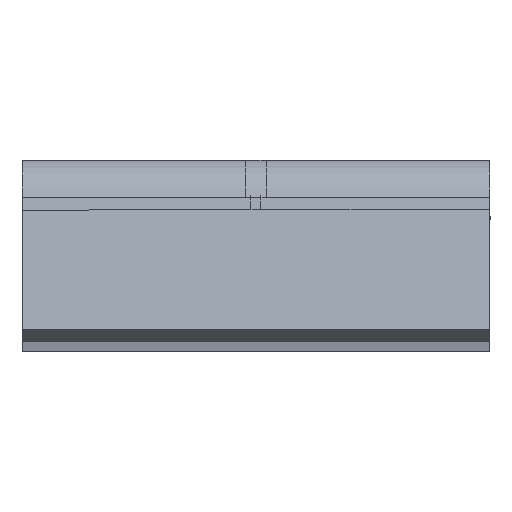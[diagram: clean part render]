
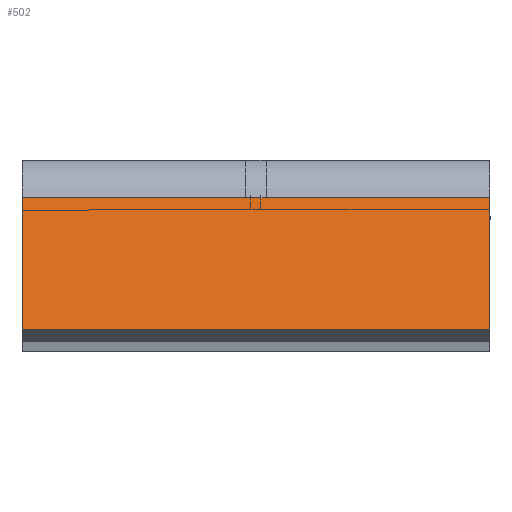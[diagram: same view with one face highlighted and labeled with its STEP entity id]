
A CAD part, top view. The second image highlights one B-rep face of the part: STEP entity #502.
In plain terms, the highlighted planar face has unit normal (0, 0.208, 0.978).
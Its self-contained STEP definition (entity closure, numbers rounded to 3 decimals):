
#69=FACE_OUTER_BOUND('',#99,.T.);
#99=EDGE_LOOP('',(#366,#367,#368,#369,#370,#371));
#140=LINE('',#763,#184);
#141=LINE('',#765,#185);
#142=LINE('',#767,#186);
#143=LINE('',#769,#187);
#144=LINE('',#771,#188);
#145=LINE('',#772,#189);
#184=VECTOR('',#622,10.);
#185=VECTOR('',#623,10.);
#186=VECTOR('',#624,10.);
#187=VECTOR('',#625,10.);
#188=VECTOR('',#626,10.);
#189=VECTOR('',#627,10.);
#226=VERTEX_POINT('',#761);
#227=VERTEX_POINT('',#762);
#228=VERTEX_POINT('',#764);
#229=VERTEX_POINT('',#766);
#230=VERTEX_POINT('',#768);
#231=VERTEX_POINT('',#770);
#276=EDGE_CURVE('',#226,#227,#140,.T.);
#277=EDGE_CURVE('',#227,#228,#141,.T.);
#278=EDGE_CURVE('',#228,#229,#142,.T.);
#279=EDGE_CURVE('',#229,#230,#143,.T.);
#280=EDGE_CURVE('',#231,#230,#144,.T.);
#281=EDGE_CURVE('',#226,#231,#145,.T.);
#366=ORIENTED_EDGE('',*,*,#276,.T.);
#367=ORIENTED_EDGE('',*,*,#277,.T.);
#368=ORIENTED_EDGE('',*,*,#278,.T.);
#369=ORIENTED_EDGE('',*,*,#279,.T.);
#370=ORIENTED_EDGE('',*,*,#280,.F.);
#371=ORIENTED_EDGE('',*,*,#281,.F.);
#455=PLANE('',#557);
#502=ADVANCED_FACE('',(#69),#455,.T.);
#557=AXIS2_PLACEMENT_3D('',#760,#620,#621);
#620=DIRECTION('center_axis',(0.,0.208,0.978));
#621=DIRECTION('ref_axis',(-1.,0.,0.));
#622=DIRECTION('',(-1.,0.,0.));
#623=DIRECTION('',(-1.,0.,0.));
#624=DIRECTION('',(-1.,0.,0.));
#625=DIRECTION('',(0.,-0.978,0.208));
#626=DIRECTION('',(-1.,0.,0.));
#627=DIRECTION('',(0.,-0.978,0.208));
#760=CARTESIAN_POINT('Origin',(12.473,-1.544,150.509));
#761=CARTESIAN_POINT('',(12.473,-1.544,150.509));
#762=CARTESIAN_POINT('',(0.53,-1.547,150.507));
#763=CARTESIAN_POINT('',(12.473,-1.544,150.509));
#764=CARTESIAN_POINT('',(-0.584,-1.547,150.507));
#765=CARTESIAN_POINT('',(0.53,-1.547,150.507));
#766=CARTESIAN_POINT('',(-12.527,-1.551,150.505));
#767=CARTESIAN_POINT('',(-0.584,-1.547,150.507));
#768=CARTESIAN_POINT('',(-12.528,-8.605,152.005));
#769=CARTESIAN_POINT('',(-12.527,-1.551,150.505));
#770=CARTESIAN_POINT('',(12.472,-8.597,152.009));
#771=CARTESIAN_POINT('',(12.472,-8.597,152.009));
#772=CARTESIAN_POINT('',(12.473,-1.544,150.509));
